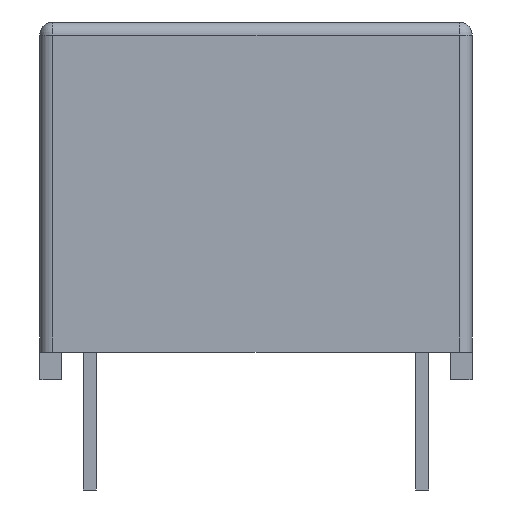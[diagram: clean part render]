
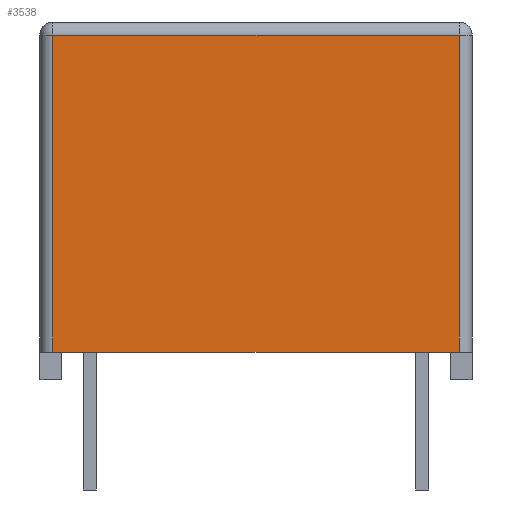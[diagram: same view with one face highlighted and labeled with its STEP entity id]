
A CAD part, left-side view. The second image highlights one B-rep face of the part: STEP entity #3538.
In plain terms, the highlighted free-form (B-spline) face has degree [1, 1] with [2, 2] control points.
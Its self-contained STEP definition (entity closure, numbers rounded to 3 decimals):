
#3008=CARTESIAN_POINT('',(-17.7,-4.65,7.9));
#3009=VERTEX_POINT('',#3008);
#3067=CARTESIAN_POINT('',(-17.7,4.65,7.9));
#3068=VERTEX_POINT('',#3067);
#3125=CARTESIAN_POINT('',(-17.7,4.65,7.9));
#3126=DIRECTION('',(0.0,-1.0,0.0));
#3127=VECTOR('',#3126,9.3);
#3128=LINE('',#3125,#3127);
#3129=EDGE_CURVE('',#3068,#3009,#3128,.T.);
#3148=CARTESIAN_POINT('',(-17.7,4.65,0.64));
#3149=VERTEX_POINT('',#3148);
#3157=CARTESIAN_POINT('',(-17.7,4.65,0.64));
#3158=DIRECTION('',(0.0,0.0,1.0));
#3159=VECTOR('',#3158,7.26);
#3160=LINE('',#3157,#3159);
#3161=EDGE_CURVE('',#3149,#3068,#3160,.T.);
#3254=CARTESIAN_POINT('',(-17.7,-4.65,0.64));
#3255=VERTEX_POINT('',#3254);
#3272=CARTESIAN_POINT('',(-17.7,-4.65,7.9));
#3273=DIRECTION('',(0.0,0.0,-1.0));
#3274=VECTOR('',#3273,7.26);
#3275=LINE('',#3272,#3274);
#3276=EDGE_CURVE('',#3009,#3255,#3275,.T.);
#3518=CARTESIAN_POINT('',(-17.7,4.65,0.64));
#3519=DIRECTION('',(0.0,-1.0,0.0));
#3520=VECTOR('',#3519,9.3);
#3521=LINE('',#3518,#3520);
#3522=EDGE_CURVE('',#3149,#3255,#3521,.T.);
#3527=CARTESIAN_POINT('',(-17.7,-4.65,7.9));
#3528=CARTESIAN_POINT('',(-17.7,-4.65,0.64));
#3529=CARTESIAN_POINT('',(-17.7,4.65,7.9));
#3530=CARTESIAN_POINT('',(-17.7,4.65,0.64));
#3531=B_SPLINE_SURFACE_WITH_KNOTS('',1,1,((#3527,#3529),(#3528,#3530)),.UNSPECIFIED.,.F.,.F.,.U.,(2,2),(2,2),(0.0,7.26),(0.0,9.3),.UNSPECIFIED.);
#3532=ORIENTED_EDGE('',*,*,#3161,.F.);
#3533=ORIENTED_EDGE('',*,*,#3522,.T.);
#3534=ORIENTED_EDGE('',*,*,#3276,.F.);
#3535=ORIENTED_EDGE('',*,*,#3129,.F.);
#3536=EDGE_LOOP('',(#3532,#3533,#3534,#3535));
#3537=FACE_OUTER_BOUND('',#3536,.T.);
#3538=ADVANCED_FACE('',(#3537),#3531,.F.);
